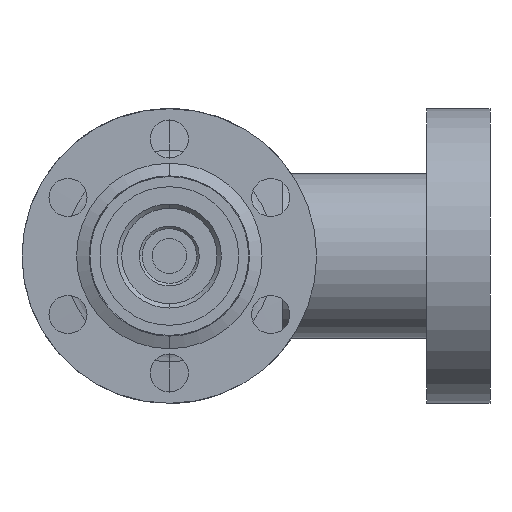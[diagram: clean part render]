
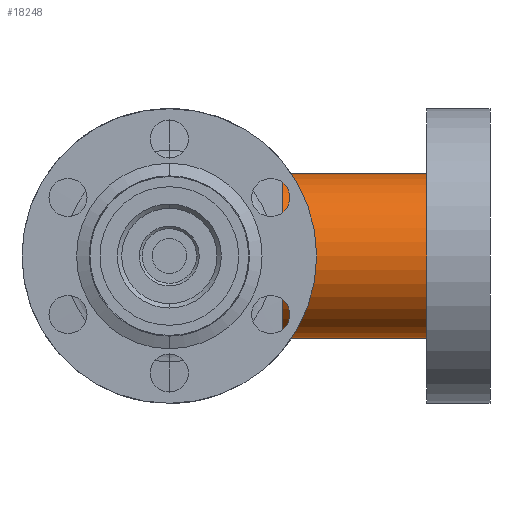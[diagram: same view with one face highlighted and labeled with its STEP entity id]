
A CAD part, front view. The second image highlights one B-rep face of the part: STEP entity #18248.
In plain terms, the highlighted cylindrical face has radius 9.5 mm (diameter 19 mm), a partial arc.
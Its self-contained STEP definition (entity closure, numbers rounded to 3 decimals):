
#3387 = FACE_OUTER_BOUND ( 'NONE', #63902, .T. ) ;
#4364 = CIRCLE ( 'NONE', #11941, 9.5 ) ;
#4557 = DIRECTION ( 'NONE',  ( 1., 0., 0. ) ) ;
#8149 = EDGE_CURVE ( 'NONE', #51748, #13089, #4364, .T. ) ;
#8394 = EDGE_CURVE ( 'NONE', #51748, #46028, #9482, .T. ) ;
#9482 = LINE ( 'NONE', #51636, #52875 ) ;
#11941 = AXIS2_PLACEMENT_3D ( 'NONE', #23900, #26442, #66282 ) ;
#13089 = VERTEX_POINT ( 'NONE', #60790 ) ;
#13538 = DIRECTION ( 'NONE',  ( 1., 0., 0. ) ) ;
#18248 = ADVANCED_FACE ( 'NONE', ( #3387 ), #28719, .T. ) ;
#19563 = EDGE_CURVE ( 'NONE', #46028, #53731, #44923, .T. ) ;
#21178 = DIRECTION ( 'NONE',  ( 1., 0., 0. ) ) ;
#23900 = CARTESIAN_POINT ( 'NONE',  ( 13., 0., 0. ) ) ;
#24343 = DIRECTION ( 'NONE',  ( 0., 0., -1. ) ) ;
#26442 = DIRECTION ( 'NONE',  ( 1., 0., 0. ) ) ;
#28719 = CYLINDRICAL_SURFACE ( 'NONE', #42721, 9.5 ) ;
#30644 = LINE ( 'NONE', #52209, #37015 ) ;
#31329 = ORIENTED_EDGE ( 'NONE', *, *, #19563, .F. ) ;
#31550 = CARTESIAN_POINT ( 'NONE',  ( 31.2, 0., 0. ) ) ;
#33723 = CARTESIAN_POINT ( 'NONE',  ( 31.2, 0., -9.5 ) ) ;
#37015 = VECTOR ( 'NONE', #21178, 1000. ) ;
#39415 = CARTESIAN_POINT ( 'NONE',  ( 13., 0., 9.5 ) ) ;
#40616 = ORIENTED_EDGE ( 'NONE', *, *, #8394, .F. ) ;
#42721 = AXIS2_PLACEMENT_3D ( 'NONE', #59773, #13538, #24343 ) ;
#44923 = CIRCLE ( 'NONE', #49272, 9.5 ) ;
#46028 = VERTEX_POINT ( 'NONE', #59355 ) ;
#49272 = AXIS2_PLACEMENT_3D ( 'NONE', #31550, #4557, #51783 ) ;
#49700 = ORIENTED_EDGE ( 'NONE', *, *, #8149, .T. ) ;
#51636 = CARTESIAN_POINT ( 'NONE',  ( 0., 0., 9.5 ) ) ;
#51748 = VERTEX_POINT ( 'NONE', #39415 ) ;
#51783 = DIRECTION ( 'NONE',  ( 0., 0., -1. ) ) ;
#52209 = CARTESIAN_POINT ( 'NONE',  ( 0., 0., -9.5 ) ) ;
#52875 = VECTOR ( 'NONE', #61483, 1000. ) ;
#53731 = VERTEX_POINT ( 'NONE', #33723 ) ;
#57477 = ORIENTED_EDGE ( 'NONE', *, *, #60394, .T. ) ;
#59355 = CARTESIAN_POINT ( 'NONE',  ( 31.2, 0., 9.5 ) ) ;
#59773 = CARTESIAN_POINT ( 'NONE',  ( 0., 0., 0. ) ) ;
#60394 = EDGE_CURVE ( 'NONE', #13089, #53731, #30644, .T. ) ;
#60790 = CARTESIAN_POINT ( 'NONE',  ( 13., 0., -9.5 ) ) ;
#61483 = DIRECTION ( 'NONE',  ( 1., 0., 0. ) ) ;
#63902 = EDGE_LOOP ( 'NONE', ( #40616, #49700, #57477, #31329 ) ) ;
#66282 = DIRECTION ( 'NONE',  ( 0., 0., 1. ) ) ;
